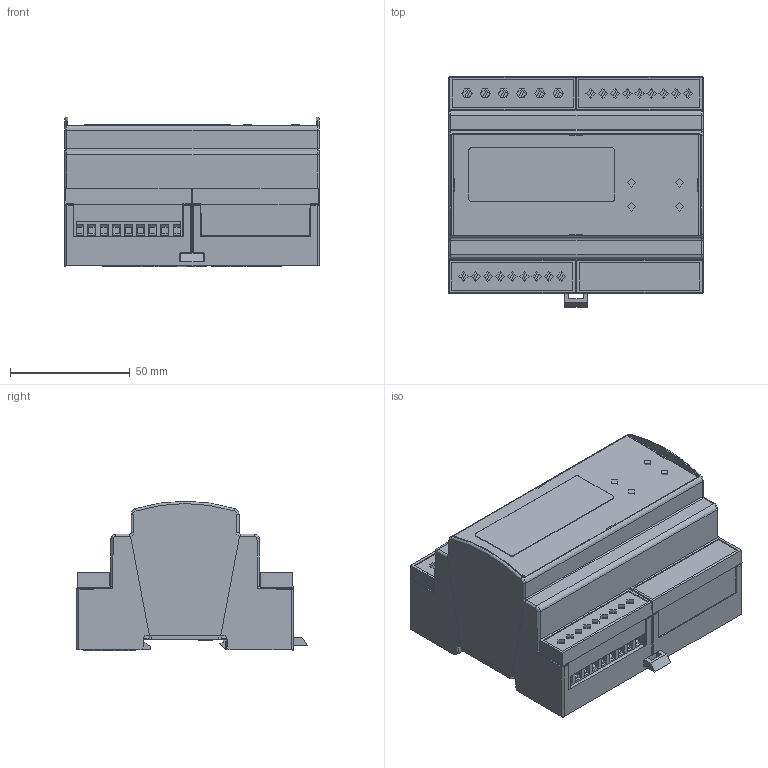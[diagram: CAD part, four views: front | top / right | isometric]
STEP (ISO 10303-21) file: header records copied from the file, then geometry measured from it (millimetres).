
FILE_DESCRIPTION(('Open CASCADE Model'),'2;1');
FILE_NAME('Open CASCADE Shape Model','2019-09-24T11:36:15',('Author'),( 'Open CASCADE'),'Open CASCADE STEP processor 6.8','Open CASCADE 6.8' ,'Unknown');
FILE_SCHEMA(('AUTOMOTIVE_DESIGN { 1 0 10303 214 1 1 1 1 }'));
Length unit declared in the file: millimetre
Products named in the file (119): PCB; Board; Free-Models; 000714E_20190924; Space1; 85653696; Cylinder; 85651136; 809525528; 85674944; P500; MV276-7.5-V-GY; P300; B6B-XH-A; P601; MV259-5.08-V-GY; P600; P302; 809524712; Extruded; 1084834672; P301; 809530152; Space2; 85670464; 85671232; 809528384; 000713D__009_20190924; P780; 890586128; 746742720; 746742856; 746742992; 746743128; 746743264; 890586512; 746743400; LED742; 746740544; 890584976 ...
Assembly tree (287 placements, depth 6):
  PCB
    Board
    Free-Models
      000714E_20190924
        Board
        Space1
          85653696
            Cylinder
          85651136
            Cylinder
          809525528
            Cylinder
          85674944
            Cylinder
        P500
          MV276-7.5-V-GY
        P300
          B6B-XH-A
        P601
          MV259-5.08-V-GY
        P600
          MV259-5.08-V-GY
        P302
          809524712
            Extruded
          1084834672  x12
            Extruded
        P301
          809530152
            Extruded
        Space2
          85670464
            Cylinder
          85671232
            Cylinder
          809528384
            Cylinder
          85674944
            Cylinder
      000713D__009_20190924
        Board
        P780
          890586128  x10
            Cylinder
          746742720
            Extruded
          746742856  x20
            Extruded
          746742992  x16
            Extruded
          746743128
            Extruded
          746743264
            Extruded
          890586512  x10
            Cylinder
          746743400
            Extruded
        LED742
          746740544
Bounding box: 106.31 x 96.29 x 62.41 mm (x, y, z)
Volume: 132667.3 mm3; surface area: 161366.1 mm2
Topology: 220 solids, 220 shells, 3761 faces, 9213 edges, 5989 vertices
Faces by surface type: plane 2914, cylinder 683, sphere 73, bspline 49, torus 36, cone 6
Full cylindrical faces by diameter (mm): 0.7 x4, 0.8 x35, 0.9 x22, 0.95 x12, 1 x69, 1.1 x2, 1.2 x58, 1.3 x21, 2 x6, 2.2 x3, 3.5 x2, 3.544 x5, 4 x46, 5.1 x3, 5.5 x3
Entity records: 88983 total; most frequent: CARTESIAN_POINT 20459, DIRECTION 12761, ORIENTED_EDGE 12678, EDGE_CURVE 6339, LINE 4689, VECTOR 4689, VERTEX_POINT 4109, AXIS2_PLACEMENT_3D 4036
